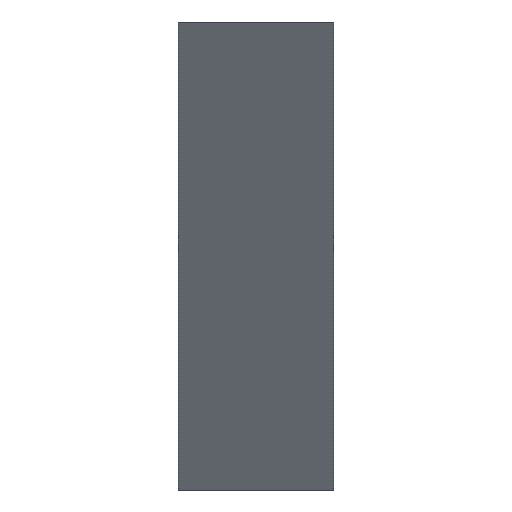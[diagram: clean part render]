
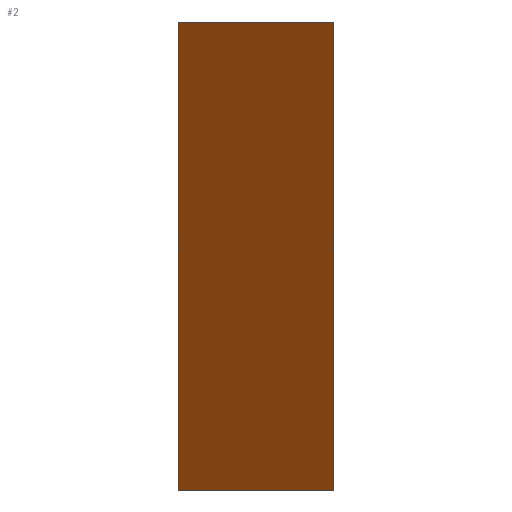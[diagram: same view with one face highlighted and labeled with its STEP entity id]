
A CAD part, left-side view. The second image highlights one B-rep face of the part: STEP entity #2.
In plain terms, the highlighted planar face has unit normal (-0.707, 0.707, 0).
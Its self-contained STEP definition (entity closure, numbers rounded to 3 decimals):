
#2 = ADVANCED_FACE ( 'NONE', ( #103 ), #20, .F. ) ;
#4 = CARTESIAN_POINT ( 'NONE',  ( 538.115, -1121.923, 42. ) ) ;
#13 = AXIS2_PLACEMENT_3D ( 'NONE', #76, #159, #34 ) ;
#20 = PLANE ( 'NONE',  #13 ) ;
#34 = DIRECTION ( 'NONE',  ( 0.707, 0.707, 0. ) ) ;
#38 = EDGE_CURVE ( 'NONE', #100, #43, #44, .T. ) ;
#43 = VERTEX_POINT ( 'NONE', #93 ) ;
#44 = LINE ( 'NONE', #134, #153 ) ;
#51 = DIRECTION ( 'NONE',  ( -0.707, -0.707, 0. ) ) ;
#54 = ORIENTED_EDGE ( 'NONE', *, *, #69, .F. ) ;
#57 = EDGE_LOOP ( 'NONE', ( #70, #54, #140, #86 ) ) ;
#67 = CARTESIAN_POINT ( 'NONE',  ( 524.201, -1135.837, 0. ) ) ;
#69 = EDGE_CURVE ( 'NONE', #43, #161, #165, .T. ) ;
#70 = ORIENTED_EDGE ( 'NONE', *, *, #128, .T. ) ;
#74 = DIRECTION ( 'NONE',  ( -0.707, -0.707, 0. ) ) ;
#76 = CARTESIAN_POINT ( 'NONE',  ( 524.201, -1135.837, 42. ) ) ;
#82 = DIRECTION ( 'NONE',  ( 0., 0., -1. ) ) ;
#86 = ORIENTED_EDGE ( 'NONE', *, *, #119, .T. ) ;
#87 = VECTOR ( 'NONE', #82, 1000. ) ;
#93 = CARTESIAN_POINT ( 'NONE',  ( 524.201, -1135.837, 42. ) ) ;
#94 = CARTESIAN_POINT ( 'NONE',  ( 538.115, -1121.923, 42. ) ) ;
#97 = LINE ( 'NONE', #111, #116 ) ;
#100 = VERTEX_POINT ( 'NONE', #4 ) ;
#103 = FACE_OUTER_BOUND ( 'NONE', #57, .T. ) ;
#111 = CARTESIAN_POINT ( 'NONE',  ( 524.201, -1135.837, 0. ) ) ;
#116 = VECTOR ( 'NONE', #51, 1000. ) ;
#119 = EDGE_CURVE ( 'NONE', #100, #156, #169, .T. ) ;
#122 = CARTESIAN_POINT ( 'NONE',  ( 524.201, -1135.837, 42. ) ) ;
#128 = EDGE_CURVE ( 'NONE', #156, #161, #97, .T. ) ;
#134 = CARTESIAN_POINT ( 'NONE',  ( 524.201, -1135.837, 42. ) ) ;
#140 = ORIENTED_EDGE ( 'NONE', *, *, #38, .F. ) ;
#143 = VECTOR ( 'NONE', #149, 1000. ) ;
#149 = DIRECTION ( 'NONE',  ( 0., 0., -1. ) ) ;
#153 = VECTOR ( 'NONE', #74, 1000. ) ;
#154 = CARTESIAN_POINT ( 'NONE',  ( 538.115, -1121.923, 0. ) ) ;
#156 = VERTEX_POINT ( 'NONE', #154 ) ;
#159 = DIRECTION ( 'NONE',  ( 0.707, -0.707, 0. ) ) ;
#161 = VERTEX_POINT ( 'NONE', #67 ) ;
#165 = LINE ( 'NONE', #122, #143 ) ;
#169 = LINE ( 'NONE', #94, #87 ) ;
